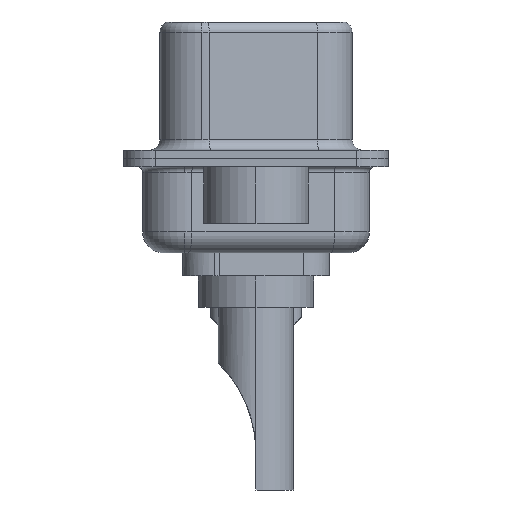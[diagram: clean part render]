
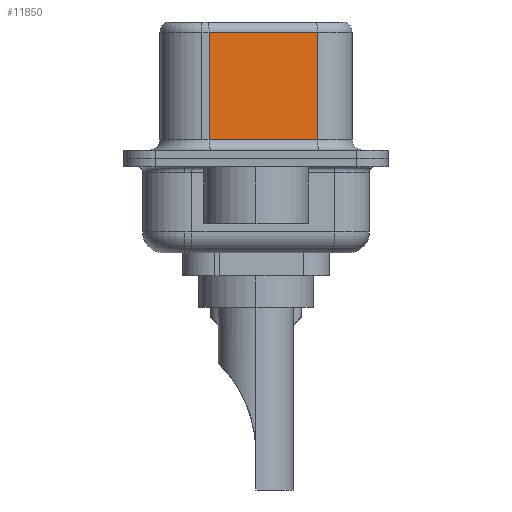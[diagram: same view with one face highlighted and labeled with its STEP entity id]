
A CAD part, left-side view. The second image highlights one B-rep face of the part: STEP entity #11850.
In plain terms, the highlighted planar face has unit normal (-0.985, -0.174, 0).
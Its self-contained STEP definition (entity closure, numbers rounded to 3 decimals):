
#183 = EDGE_CURVE ( 'NONE', #11436, #6934, #3713, .T. ) ;
#786 = DIRECTION ( 'NONE',  ( -0.174, 0.985, 0. ) ) ;
#1401 = ORIENTED_EDGE ( 'NONE', *, *, #15362, .T. ) ;
#1506 = ORIENTED_EDGE ( 'NONE', *, *, #15206, .T. ) ;
#1535 = CARTESIAN_POINT ( 'NONE',  ( 4.565, -2.927, 6.02 ) ) ;
#1608 = CARTESIAN_POINT ( 'NONE',  ( 4.565, -2.927, 0.9 ) ) ;
#2449 = CARTESIAN_POINT ( 'NONE',  ( 3.655, 2.233, 0.9 ) ) ;
#2516 = DIRECTION ( 'NONE',  ( -0.174, 0.985, 0. ) ) ;
#2646 = DIRECTION ( 'NONE',  ( 0., 0., -1. ) ) ;
#3546 = LINE ( 'NONE', #3890, #13025 ) ;
#3713 = LINE ( 'NONE', #8619, #6954 ) ;
#3890 = CARTESIAN_POINT ( 'NONE',  ( 3.655, 2.233, 6.52 ) ) ;
#4073 = EDGE_LOOP ( 'NONE', ( #6135, #8816, #1506, #1401 ) ) ;
#4145 = DIRECTION ( 'NONE',  ( 0.174, -0.985, 0. ) ) ;
#6135 = ORIENTED_EDGE ( 'NONE', *, *, #183, .F. ) ;
#6934 = VERTEX_POINT ( 'NONE', #1608 ) ;
#6954 = VECTOR ( 'NONE', #11008, 1000. ) ;
#7233 = VERTEX_POINT ( 'NONE', #2449 ) ;
#7238 = EDGE_CURVE ( 'NONE', #11436, #9664, #10495, .T. ) ;
#8198 = VECTOR ( 'NONE', #4145, 1000. ) ;
#8249 = DIRECTION ( 'NONE',  ( 0.985, 0.174, 0. ) ) ;
#8619 = CARTESIAN_POINT ( 'NONE',  ( 4.565, -2.927, 6.52 ) ) ;
#8816 = ORIENTED_EDGE ( 'NONE', *, *, #7238, .T. ) ;
#8907 = FACE_OUTER_BOUND ( 'NONE', #4073, .T. ) ;
#9114 = CARTESIAN_POINT ( 'NONE',  ( 4.565, -2.927, 0.9 ) ) ;
#9664 = VERTEX_POINT ( 'NONE', #11831 ) ;
#10461 = AXIS2_PLACEMENT_3D ( 'NONE', #14191, #8249, #786 ) ;
#10495 = LINE ( 'NONE', #1535, #13342 ) ;
#11008 = DIRECTION ( 'NONE',  ( 0., 0., -1. ) ) ;
#11436 = VERTEX_POINT ( 'NONE', #15865 ) ;
#11530 = LINE ( 'NONE', #9114, #8198 ) ;
#11831 = CARTESIAN_POINT ( 'NONE',  ( 3.655, 2.233, 6.02 ) ) ;
#11850 = ADVANCED_FACE ( 'NONE', ( #8907 ), #13154, .F. ) ;
#13025 = VECTOR ( 'NONE', #2646, 1000. ) ;
#13154 = PLANE ( 'NONE',  #10461 ) ;
#13342 = VECTOR ( 'NONE', #2516, 1000. ) ;
#14191 = CARTESIAN_POINT ( 'NONE',  ( 4.565, -2.927, 6.52 ) ) ;
#15206 = EDGE_CURVE ( 'NONE', #9664, #7233, #3546, .T. ) ;
#15362 = EDGE_CURVE ( 'NONE', #7233, #6934, #11530, .T. ) ;
#15865 = CARTESIAN_POINT ( 'NONE',  ( 4.565, -2.927, 6.02 ) ) ;
